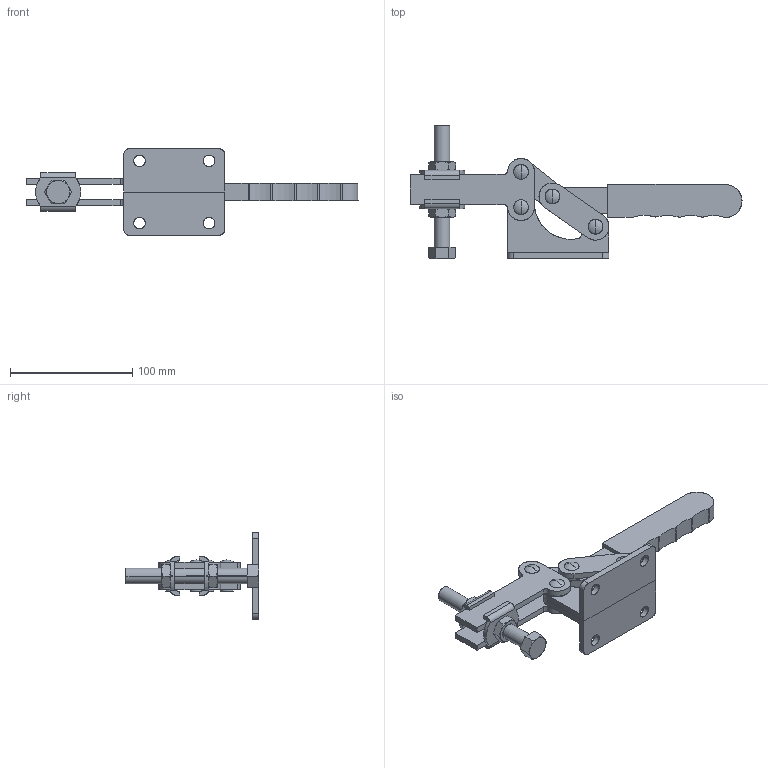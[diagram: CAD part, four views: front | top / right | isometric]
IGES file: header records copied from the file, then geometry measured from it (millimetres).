
Start section: SolidWorks IGES file using analytic representation for surfaces
Bounding box: 272 x 109.25 x 71 mm (x, y, z)
Surface area: 68451.6 mm2 (no closed solid volume)
Topology: 0 solids, 0 shells, 284 faces, 4910 edges, 4906 vertices
Faces by surface type: revolution 172, bspline 112
